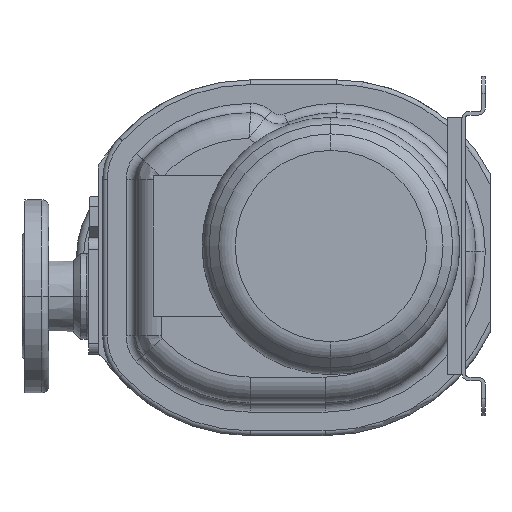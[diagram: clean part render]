
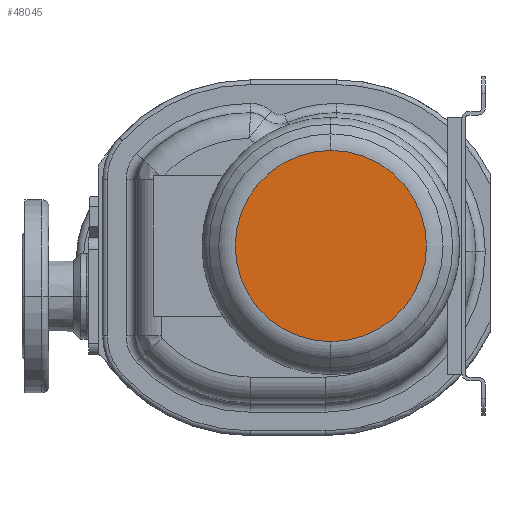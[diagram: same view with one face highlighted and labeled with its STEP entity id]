
A CAD part, left-side view. The second image highlights one B-rep face of the part: STEP entity #48045.
In plain terms, the highlighted planar face has unit normal (-1, 0, 0).
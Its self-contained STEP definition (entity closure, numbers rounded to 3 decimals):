
#41747=CARTESIAN_POINT('',(-445.,0.,0.));
#41748=DIRECTION('',(-1.,0.,0.));
#41749=DIRECTION('',(0.,0.,1.));
#41750=AXIS2_PLACEMENT_3D('',#41747,#41748,#41749);
#41762=CARTESIAN_POINT('',(-445.,0.,0.));
#41763=DIRECTION('',(-1.,0.,0.));
#41764=DIRECTION('',(0.,0.,-1.));
#41765=AXIS2_PLACEMENT_3D('',#41762,#41763,#41764);
#43054=CARTESIAN_POINT('',(-445.,0.,-81.716));
#43056=VERTEX_POINT('',#43054);
#43059=CARTESIAN_POINT('',(-445.,0.,81.716));
#43061=VERTEX_POINT('',#43059);
#48036=CARTESIAN_POINT('',(-445.,0.,0.));
#48037=DIRECTION('',(1.,0.,0.));
#48038=DIRECTION('',(0.,0.,-1.));
#48039=AXIS2_PLACEMENT_3D('',#48036,#48037,#48038);
#48040=PLANE('',#48039);
#48041=ORIENTED_EDGE('',*,*,#48015,.F.);
#48042=ORIENTED_EDGE('',*,*,#48029,.F.);
#48043=EDGE_LOOP('',(#48041,#48042));
#48044=FACE_OUTER_BOUND('',#48043,.F.);
#48045=ADVANCED_FACE('',(#48044),#48040,.F.);
#41751=CIRCLE('',#41750,81.716);
#41766=CIRCLE('',#41765,81.716);
#48015=EDGE_CURVE('',#43061,#43056,#41751,.T.);
#48029=EDGE_CURVE('',#43056,#43061,#41766,.T.);
